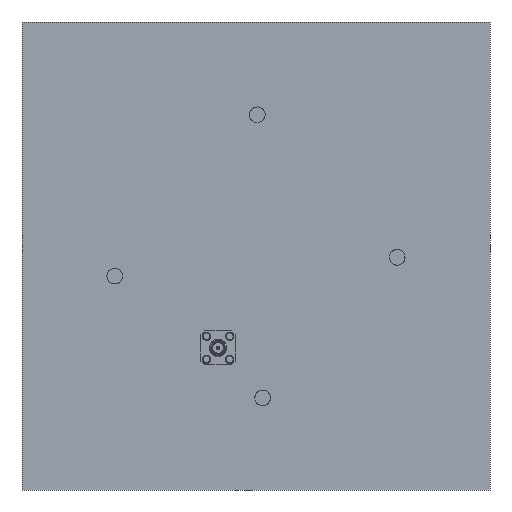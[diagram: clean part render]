
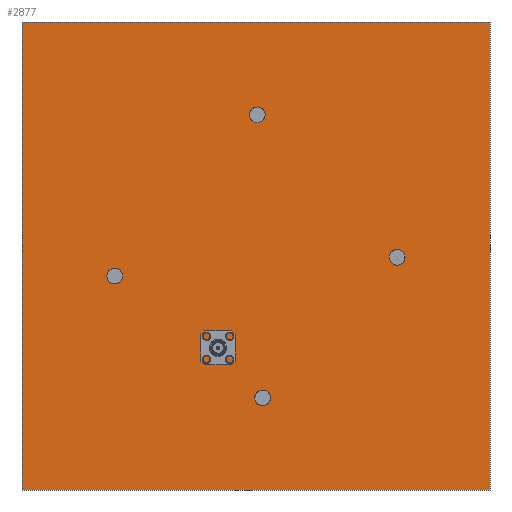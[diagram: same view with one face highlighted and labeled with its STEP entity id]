
A CAD part, left-side view. The second image highlights one B-rep face of the part: STEP entity #2877.
In plain terms, the highlighted free-form (B-spline) face has degree [1, 1] with [2, 2] control points.
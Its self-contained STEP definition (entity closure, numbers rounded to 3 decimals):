
#2833 = VERTEX_POINT('',#2834);
#2834 = CARTESIAN_POINT('',(0.,64.335,-9.728));
#2839 = EDGE_CURVE('',#2833,#2833,#2840,.T.);
#2840 = ( BOUNDED_CURVE() B_SPLINE_CURVE(2,(#2841,#2842,#2843,#2844,
#2845,#2846,#2847),.UNSPECIFIED.,.T.,.F.) B_SPLINE_CURVE_WITH_KNOTS((3,2
    ,2,3),(3.142,5.236,7.33,9.425),
.PIECEWISE_BEZIER_KNOTS.) CURVE() GEOMETRIC_REPRESENTATION_ITEM() 
RATIONAL_B_SPLINE_CURVE((1.,0.5,1.,0.5,1.,0.5,1.)) REPRESENTATION_ITEM(
  '') );
#2841 = CARTESIAN_POINT('',(0.,64.335,-9.728));
#2842 = CARTESIAN_POINT('',(0.,64.335,-16.243));
#2843 = CARTESIAN_POINT('',(0.,69.978,-12.986));
#2844 = CARTESIAN_POINT('',(0.,75.62,-9.728));
#2845 = CARTESIAN_POINT('',(0.,69.978,-6.471));
#2846 = CARTESIAN_POINT('',(0.,64.335,-3.213));
#2847 = CARTESIAN_POINT('',(0.,64.335,-9.728));
#2877 = ADVANCED_FACE('',(#2878,#2908,#2911,#2925,#2939),#2953,.F.);
#2878 = FACE_BOUND('',#2879,.T.);
#2879 = EDGE_LOOP('',(#2880,#2889,#2896,#2903));
#2880 = ORIENTED_EDGE('',*,*,#2881,.T.);
#2881 = EDGE_CURVE('',#2882,#2884,#2886,.T.);
#2882 = VERTEX_POINT('',#2883);
#2883 = CARTESIAN_POINT('',(0.,-112.846,112.846));
#2884 = VERTEX_POINT('',#2885);
#2885 = CARTESIAN_POINT('',(0.,112.846,112.846));
#2886 = B_SPLINE_CURVE_WITH_KNOTS('',1,(#2887,#2888),.UNSPECIFIED.,.F.,
  .F.,(2,2),(0.,174.),.PIECEWISE_BEZIER_KNOTS.);
#2887 = CARTESIAN_POINT('',(0.,-112.846,112.846));
#2888 = CARTESIAN_POINT('',(0.,112.846,112.846));
#2889 = ORIENTED_EDGE('',*,*,#2890,.T.);
#2890 = EDGE_CURVE('',#2884,#2891,#2893,.T.);
#2891 = VERTEX_POINT('',#2892);
#2892 = CARTESIAN_POINT('',(0.,112.846,-112.846));
#2893 = B_SPLINE_CURVE_WITH_KNOTS('',1,(#2894,#2895),.UNSPECIFIED.,.F.,
  .F.,(2,2),(0.,174.),.PIECEWISE_BEZIER_KNOTS.);
#2894 = CARTESIAN_POINT('',(0.,112.846,112.846));
#2895 = CARTESIAN_POINT('',(0.,112.846,-112.846));
#2896 = ORIENTED_EDGE('',*,*,#2897,.T.);
#2897 = EDGE_CURVE('',#2891,#2898,#2900,.T.);
#2898 = VERTEX_POINT('',#2899);
#2899 = CARTESIAN_POINT('',(0.,-112.846,-112.846));
#2900 = B_SPLINE_CURVE_WITH_KNOTS('',1,(#2901,#2902),.UNSPECIFIED.,.F.,
  .F.,(2,2),(0.,174.),.PIECEWISE_BEZIER_KNOTS.);
#2901 = CARTESIAN_POINT('',(0.,112.846,-112.846));
#2902 = CARTESIAN_POINT('',(0.,-112.846,-112.846));
#2903 = ORIENTED_EDGE('',*,*,#2904,.T.);
#2904 = EDGE_CURVE('',#2898,#2882,#2905,.T.);
#2905 = B_SPLINE_CURVE_WITH_KNOTS('',1,(#2906,#2907),.UNSPECIFIED.,.F.,
  .F.,(2,2),(0.,174.),.PIECEWISE_BEZIER_KNOTS.);
#2906 = CARTESIAN_POINT('',(0.,-112.846,-112.846));
#2907 = CARTESIAN_POINT('',(0.,-112.846,112.846));
#2908 = FACE_BOUND('',#2909,.T.);
#2909 = EDGE_LOOP('',(#2910));
#2910 = ORIENTED_EDGE('',*,*,#2839,.T.);
#2911 = FACE_BOUND('',#2912,.T.);
#2912 = EDGE_LOOP('',(#2913));
#2913 = ORIENTED_EDGE('',*,*,#2914,.T.);
#2914 = EDGE_CURVE('',#2915,#2915,#2917,.T.);
#2915 = VERTEX_POINT('',#2916);
#2916 = CARTESIAN_POINT('',(0.,-4.41,68.097));
#2917 = ( BOUNDED_CURVE() B_SPLINE_CURVE(2,(#2918,#2919,#2920,#2921,
#2922,#2923,#2924),.UNSPECIFIED.,.T.,.F.) B_SPLINE_CURVE_WITH_KNOTS((3,2
    ,2,3),(3.142,5.236,7.33,9.425),
.PIECEWISE_BEZIER_KNOTS.) CURVE() GEOMETRIC_REPRESENTATION_ITEM() 
RATIONAL_B_SPLINE_CURVE((1.,0.5,1.,0.5,1.,0.5,1.)) REPRESENTATION_ITEM(
  '') );
#2918 = CARTESIAN_POINT('',(0.,-4.41,68.097));
#2919 = CARTESIAN_POINT('',(0.,-4.41,61.582));
#2920 = CARTESIAN_POINT('',(0.,1.232,64.839));
#2921 = CARTESIAN_POINT('',(0.,6.875,68.097));
#2922 = CARTESIAN_POINT('',(0.,1.232,71.355));
#2923 = CARTESIAN_POINT('',(0.,-4.41,74.612));
#2924 = CARTESIAN_POINT('',(0.,-4.41,68.097));
#2925 = FACE_BOUND('',#2926,.T.);
#2926 = EDGE_LOOP('',(#2927));
#2927 = ORIENTED_EDGE('',*,*,#2928,.T.);
#2928 = EDGE_CURVE('',#2929,#2929,#2931,.T.);
#2929 = VERTEX_POINT('',#2930);
#2930 = CARTESIAN_POINT('',(0.,-7.004,-68.421));
#2931 = ( BOUNDED_CURVE() B_SPLINE_CURVE(2,(#2932,#2933,#2934,#2935,
#2936,#2937,#2938),.UNSPECIFIED.,.T.,.F.) B_SPLINE_CURVE_WITH_KNOTS((3,2
    ,2,3),(3.142,5.236,7.33,9.425),
.PIECEWISE_BEZIER_KNOTS.) CURVE() GEOMETRIC_REPRESENTATION_ITEM() 
RATIONAL_B_SPLINE_CURVE((1.,0.5,1.,0.5,1.,0.5,1.)) REPRESENTATION_ITEM(
  '') );
#2932 = CARTESIAN_POINT('',(0.,-7.004,-68.421));
#2933 = CARTESIAN_POINT('',(0.,-7.004,-74.936));
#2934 = CARTESIAN_POINT('',(0.,-1.362,-71.679));
#2935 = CARTESIAN_POINT('',(0.,4.28,-68.421));
#2936 = CARTESIAN_POINT('',(0.,-1.362,-65.164));
#2937 = CARTESIAN_POINT('',(0.,-7.004,-61.906));
#2938 = CARTESIAN_POINT('',(0.,-7.004,-68.421));
#2939 = FACE_BOUND('',#2940,.T.);
#2940 = EDGE_LOOP('',(#2941));
#2941 = ORIENTED_EDGE('',*,*,#2942,.T.);
#2942 = EDGE_CURVE('',#2943,#2943,#2945,.T.);
#2943 = VERTEX_POINT('',#2944);
#2944 = CARTESIAN_POINT('',(0.,-71.859,-0.649));
#2945 = ( BOUNDED_CURVE() B_SPLINE_CURVE(2,(#2946,#2947,#2948,#2949,
#2950,#2951,#2952),.UNSPECIFIED.,.T.,.F.) B_SPLINE_CURVE_WITH_KNOTS((3,2
    ,2,3),(3.142,5.236,7.33,9.425),
.PIECEWISE_BEZIER_KNOTS.) CURVE() GEOMETRIC_REPRESENTATION_ITEM() 
RATIONAL_B_SPLINE_CURVE((1.,0.5,1.,0.5,1.,0.5,1.)) REPRESENTATION_ITEM(
  '') );
#2946 = CARTESIAN_POINT('',(0.,-71.859,-0.649));
#2947 = CARTESIAN_POINT('',(0.,-71.859,-7.164));
#2948 = CARTESIAN_POINT('',(0.,-66.216,-3.906));
#2949 = CARTESIAN_POINT('',(0.,-60.574,-0.649));
#2950 = CARTESIAN_POINT('',(0.,-66.216,2.609));
#2951 = CARTESIAN_POINT('',(0.,-71.859,5.867));
#2952 = CARTESIAN_POINT('',(0.,-71.859,-0.649));
#2953 = B_SPLINE_SURFACE_WITH_KNOTS('',1,1,(
    (#2954,#2955)
    ,(#2956,#2957
    )),.UNSPECIFIED.,.F.,.F.,.F.,(2,2),(2,2),(-87.,87.),(-87.,87.),
  .PIECEWISE_BEZIER_KNOTS.);
#2954 = CARTESIAN_POINT('',(0.,-112.846,-112.846));
#2955 = CARTESIAN_POINT('',(0.,-112.846,112.846));
#2956 = CARTESIAN_POINT('',(0.,112.846,-112.846));
#2957 = CARTESIAN_POINT('',(0.,112.846,112.846));
